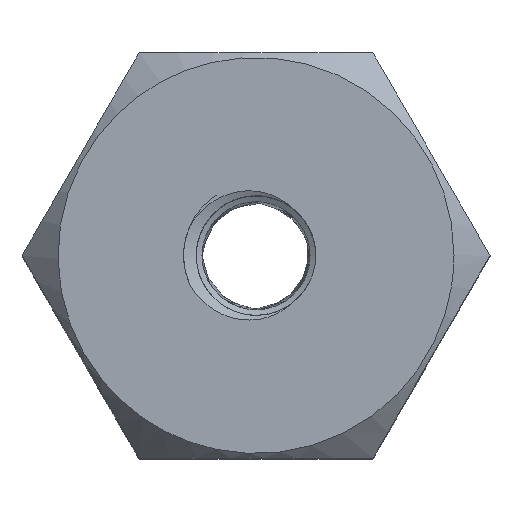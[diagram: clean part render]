
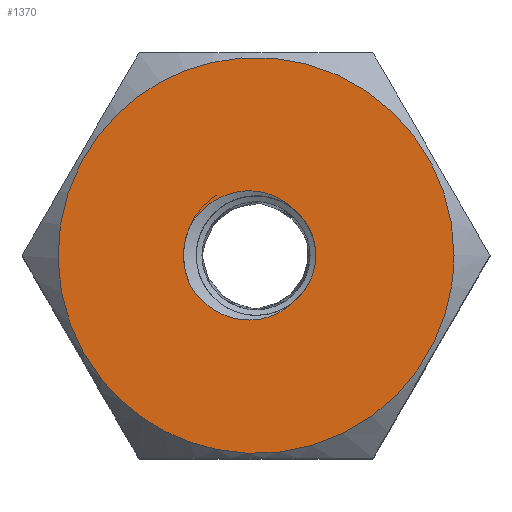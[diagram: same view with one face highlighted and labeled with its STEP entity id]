
A CAD part, top view. The second image highlights one B-rep face of the part: STEP entity #1370.
In plain terms, the highlighted free-form (B-spline) face has degree [1, 1] with [2, 2] control points.
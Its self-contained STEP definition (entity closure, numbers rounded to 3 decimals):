
#380 = VERTEX_POINT('',#381);
#381 = CARTESIAN_POINT('',(7.663,0.,23.687));
#386 = EDGE_CURVE('',#380,#380,#387,.T.);
#387 = ( BOUNDED_CURVE() B_SPLINE_CURVE(2,(#388,#389,#390,#391,#392,#393
,#394),.UNSPECIFIED.,.T.,.F.) B_SPLINE_CURVE_WITH_KNOTS((1,2,2,2,2,1),(
    -2.094,0.,2.094,4.189,6.283,
8.378),.UNSPECIFIED.) CURVE() GEOMETRIC_REPRESENTATION_ITEM() 
RATIONAL_B_SPLINE_CURVE((1.,0.5,1.,0.5,1.,0.5,1.)) REPRESENTATION_ITEM(
  '') );
#388 = CARTESIAN_POINT('',(7.663,0.,23.687));
#389 = CARTESIAN_POINT('',(7.663,13.273,23.687
    ));
#390 = CARTESIAN_POINT('',(-3.832,6.637,23.687)
  );
#391 = CARTESIAN_POINT('',(-15.327,0.,
    23.687));
#392 = CARTESIAN_POINT('',(-3.832,-6.637,23.687
    ));
#393 = CARTESIAN_POINT('',(7.663,-13.273,23.687
    ));
#394 = CARTESIAN_POINT('',(7.663,0.,23.687));
#1370 = ADVANCED_FACE('',(#1371,#1374),#1474,.T.);
#1371 = FACE_BOUND('',#1372,.T.);
#1372 = EDGE_LOOP('',(#1373));
#1373 = ORIENTED_EDGE('',*,*,#386,.T.);
#1374 = FACE_BOUND('',#1375,.T.);
#1375 = EDGE_LOOP('',(#1376,#1386,#1413,#1441,#1468));
#1376 = ORIENTED_EDGE('',*,*,#1377,.F.);
#1377 = EDGE_CURVE('',#1378,#1380,#1382,.T.);
#1378 = VERTEX_POINT('',#1379);
#1379 = CARTESIAN_POINT('',(1.374,-1.862,
    23.687));
#1380 = VERTEX_POINT('',#1381);
#1381 = CARTESIAN_POINT('',(2.314,0.,23.687));
#1382 = ( BOUNDED_CURVE() B_SPLINE_CURVE(2,(#1383,#1384,#1385),
.UNSPECIFIED.,.F.,.F.) B_SPLINE_CURVE_WITH_KNOTS((3,3),(5.348,
6.283),.PIECEWISE_BEZIER_KNOTS.) CURVE() 
GEOMETRIC_REPRESENTATION_ITEM() RATIONAL_B_SPLINE_CURVE((1.,
0.893,1.)) REPRESENTATION_ITEM('') );
#1383 = CARTESIAN_POINT('',(1.374,-1.862,
    23.687));
#1384 = CARTESIAN_POINT('',(2.314,-1.168,
    23.687));
#1385 = CARTESIAN_POINT('',(2.314,0.,
    23.687));
#1386 = ORIENTED_EDGE('',*,*,#1387,.F.);
#1387 = EDGE_CURVE('',#1388,#1378,#1390,.T.);
#1388 = VERTEX_POINT('',#1389);
#1389 = CARTESIAN_POINT('',(-2.589,-1.072,
    23.687));
#1390 = B_SPLINE_CURVE_WITH_KNOTS('',6,(#1391,#1392,#1393,#1394,#1395,
    #1396,#1397,#1398,#1399,#1400,#1401,#1402,#1403,#1404,#1405,#1406,
    #1407,#1408,#1409,#1410,#1411,#1412),.UNSPECIFIED.,.F.,.F.,(7,5,5,5,
    7),(0.,0.272,0.527,0.768,1.),
  .UNSPECIFIED.);
#1391 = CARTESIAN_POINT('',(-2.589,-1.072,
    23.687));
#1392 = CARTESIAN_POINT('',(-2.48,-1.277,
    23.687));
#1393 = CARTESIAN_POINT('',(-2.351,-1.471,
    23.687));
#1394 = CARTESIAN_POINT('',(-2.202,-1.651,
    23.687));
#1395 = CARTESIAN_POINT('',(-2.037,-1.815,
    23.687));
#1396 = CARTESIAN_POINT('',(-1.856,-1.96,
    23.687));
#1397 = CARTESIAN_POINT('',(-1.482,-2.201,
    23.687));
#1398 = CARTESIAN_POINT('',(-1.291,-2.3,
    23.687));
#1399 = CARTESIAN_POINT('',(-1.09,-2.379,
    23.687));
#1400 = CARTESIAN_POINT('',(-0.883,-2.438,
    23.687));
#1401 = CARTESIAN_POINT('',(-0.672,-2.476,
    23.687));
#1402 = CARTESIAN_POINT('',(-0.259,-2.508,
    23.687));
#1403 = CARTESIAN_POINT('',(-0.056,-2.504,
    23.687));
#1404 = CARTESIAN_POINT('',(0.145,-2.48,
    23.687));
#1405 = CARTESIAN_POINT('',(0.342,-2.437,
    23.687));
#1406 = CARTESIAN_POINT('',(0.533,-2.375,
    23.687));
#1407 = CARTESIAN_POINT('',(0.891,-2.218,
    23.687));
#1408 = CARTESIAN_POINT('',(1.058,-2.125,
    23.687));
#1409 = CARTESIAN_POINT('',(1.215,-2.016,
    23.687));
#1410 = CARTESIAN_POINT('',(1.36,-1.892,
    23.687));
#1411 = CARTESIAN_POINT('',(1.492,-1.756,
    23.687));
#1412 = CARTESIAN_POINT('',(1.608,-1.608,
    23.687));
#1413 = ORIENTED_EDGE('',*,*,#1414,.F.);
#1414 = EDGE_CURVE('',#1415,#1388,#1417,.T.);
#1415 = VERTEX_POINT('',#1416);
#1416 = CARTESIAN_POINT('',(-2.589,1.072,
    23.687));
#1417 = B_SPLINE_CURVE_WITH_KNOTS('',4,(#1418,#1419,#1420,#1421,#1422,
    #1423,#1424,#1425,#1426,#1427,#1428,#1429,#1430,#1431,#1432,#1433,
    #1434,#1435,#1436,#1437,#1438,#1439,#1440),.UNSPECIFIED.,.F.,.F.,(5,
    3,3,3,3,3,3,5),(0.,0.231,0.461,0.691,
    0.921,0.939,0.959,1.),.UNSPECIFIED.);
#1418 = CARTESIAN_POINT('',(-2.589,1.072,
    23.687));
#1419 = CARTESIAN_POINT('',(-2.637,0.955,
    23.687));
#1420 = CARTESIAN_POINT('',(-2.679,0.835,
    23.687));
#1421 = CARTESIAN_POINT('',(-2.713,0.712,
    23.687));
#1422 = CARTESIAN_POINT('',(-2.766,0.464,
    23.687));
#1423 = CARTESIAN_POINT('',(-2.785,0.339,
    23.687));
#1424 = CARTESIAN_POINT('',(-2.797,0.212,
    23.687));
#1425 = CARTESIAN_POINT('',(-2.805,-0.041,
    23.687));
#1426 = CARTESIAN_POINT('',(-2.801,-0.167,
    23.687));
#1427 = CARTESIAN_POINT('',(-2.789,-0.294,
    23.687));
#1428 = CARTESIAN_POINT('',(-2.752,-0.544,
    23.687));
#1429 = CARTESIAN_POINT('',(-2.725,-0.668,
    23.687));
#1430 = CARTESIAN_POINT('',(-2.691,-0.79,
    23.687));
#1431 = CARTESIAN_POINT('',(-2.647,-0.919,
    23.687));
#1432 = CARTESIAN_POINT('',(-2.644,-0.928,
    23.687));
#1433 = CARTESIAN_POINT('',(-2.64,-0.938,
    23.687));
#1434 = CARTESIAN_POINT('',(-2.633,-0.957,
    23.687));
#1435 = CARTESIAN_POINT('',(-2.63,-0.968,
    23.687));
#1436 = CARTESIAN_POINT('',(-2.626,-0.978,
    23.687));
#1437 = CARTESIAN_POINT('',(-2.614,-1.009,
    23.687));
#1438 = CARTESIAN_POINT('',(-2.606,-1.031,
    23.687));
#1439 = CARTESIAN_POINT('',(-2.597,-1.051,
    23.687));
#1440 = CARTESIAN_POINT('',(-2.589,-1.072,
    23.687));
#1441 = ORIENTED_EDGE('',*,*,#1442,.F.);
#1442 = EDGE_CURVE('',#1443,#1415,#1445,.T.);
#1443 = VERTEX_POINT('',#1444);
#1444 = CARTESIAN_POINT('',(1.374,1.862,
    23.687));
#1445 = B_SPLINE_CURVE_WITH_KNOTS('',6,(#1446,#1447,#1448,#1449,#1450,
    #1451,#1452,#1453,#1454,#1455,#1456,#1457,#1458,#1459,#1460,#1461,
    #1462,#1463,#1464,#1465,#1466,#1467),.UNSPECIFIED.,.F.,.F.,(7,5,5,5,
    7),(0.,0.232,0.473,0.728,1.),
  .UNSPECIFIED.);
#1446 = CARTESIAN_POINT('',(1.608,1.608,23.687
    ));
#1447 = CARTESIAN_POINT('',(1.492,1.756,
    23.687));
#1448 = CARTESIAN_POINT('',(1.36,1.892,
    23.687));
#1449 = CARTESIAN_POINT('',(1.215,2.016,
    23.687));
#1450 = CARTESIAN_POINT('',(1.058,2.125,
    23.687));
#1451 = CARTESIAN_POINT('',(0.891,2.218,
    23.687));
#1452 = CARTESIAN_POINT('',(0.533,2.375,
    23.687));
#1453 = CARTESIAN_POINT('',(0.342,2.437,
    23.687));
#1454 = CARTESIAN_POINT('',(0.145,2.48,23.687
    ));
#1455 = CARTESIAN_POINT('',(-0.056,2.504,
    23.687));
#1456 = CARTESIAN_POINT('',(-0.259,2.508,
    23.687));
#1457 = CARTESIAN_POINT('',(-0.672,2.476,
    23.687));
#1458 = CARTESIAN_POINT('',(-0.883,2.438,
    23.687));
#1459 = CARTESIAN_POINT('',(-1.09,2.379,
    23.687));
#1460 = CARTESIAN_POINT('',(-1.291,2.3,
    23.687));
#1461 = CARTESIAN_POINT('',(-1.482,2.201,
    23.687));
#1462 = CARTESIAN_POINT('',(-1.856,1.96,
    23.687));
#1463 = CARTESIAN_POINT('',(-2.037,1.815,
    23.687));
#1464 = CARTESIAN_POINT('',(-2.202,1.651,
    23.687));
#1465 = CARTESIAN_POINT('',(-2.351,1.471,
    23.687));
#1466 = CARTESIAN_POINT('',(-2.48,1.277,
    23.687));
#1467 = CARTESIAN_POINT('',(-2.589,1.072,
    23.687));
#1468 = ORIENTED_EDGE('',*,*,#1469,.F.);
#1469 = EDGE_CURVE('',#1380,#1443,#1470,.T.);
#1470 = ( BOUNDED_CURVE() B_SPLINE_CURVE(2,(#1471,#1472,#1473),
.UNSPECIFIED.,.F.,.F.) B_SPLINE_CURVE_WITH_KNOTS((3,3),(0.,
0.935),.PIECEWISE_BEZIER_KNOTS.) CURVE() 
GEOMETRIC_REPRESENTATION_ITEM() RATIONAL_B_SPLINE_CURVE((1.,
0.893,1.)) REPRESENTATION_ITEM('') );
#1471 = CARTESIAN_POINT('',(2.314,0.,23.687));
#1472 = CARTESIAN_POINT('',(2.314,1.168,
    23.687));
#1473 = CARTESIAN_POINT('',(1.374,1.862,
    23.687));
#1474 = B_SPLINE_SURFACE_WITH_KNOTS('',1,1,(
    (#1475,#1476)
    ,(#1477,#1478
    )),.UNSPECIFIED.,.F.,.F.,.F.,(2,2),(2,2),(-5.5,5.5),(-5.5,5.5),
  .PIECEWISE_BEZIER_KNOTS.);
#1475 = CARTESIAN_POINT('',(-7.663,-7.663,
    23.687));
#1476 = CARTESIAN_POINT('',(-7.663,7.663,23.687
    ));
#1477 = CARTESIAN_POINT('',(7.663,-7.663,23.687
    ));
#1478 = CARTESIAN_POINT('',(7.663,7.663,23.687)
  );
